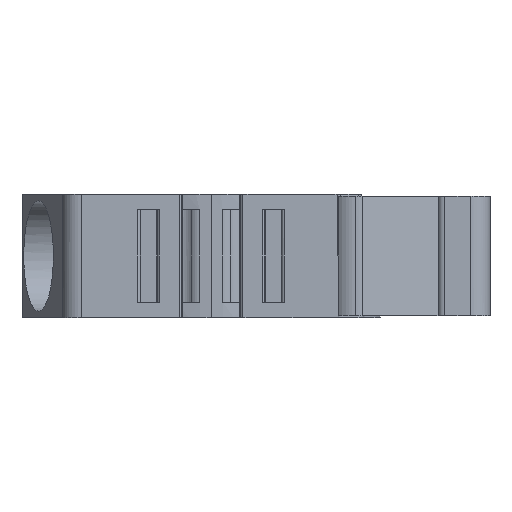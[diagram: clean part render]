
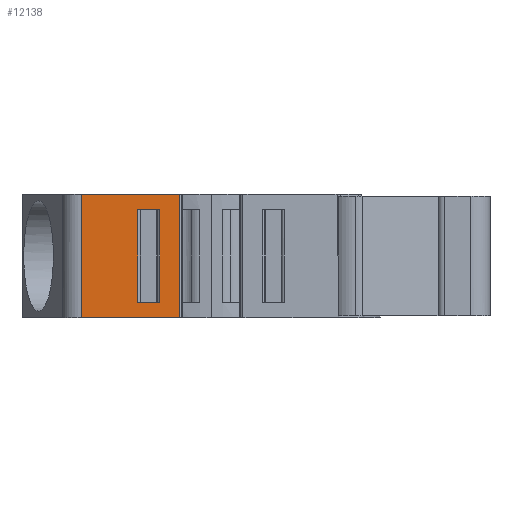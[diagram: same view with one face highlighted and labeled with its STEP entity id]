
A CAD part, left-side view. The second image highlights one B-rep face of the part: STEP entity #12138.
In plain terms, the highlighted planar face has unit normal (-1, 0, 0).
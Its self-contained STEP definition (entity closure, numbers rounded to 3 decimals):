
#2972 = EDGE_CURVE ( 'NONE', #8604, #8620, #7287, .T. ) ;
#2995 = EDGE_CURVE ( 'NONE', #8562, #8589, #5295, .T. ) ;
#3024 = EDGE_CURVE ( 'NONE', #8534, #8615, #6400, .T. ) ;
#3032 = EDGE_CURVE ( 'NONE', #8639, #8589, #6474, .T. ) ;
#3041 = EDGE_CURVE ( 'NONE', #8583, #8651, #6600, .T. ) ;
#3042 = EDGE_CURVE ( 'NONE', #8620, #8639, #6591, .T. ) ;
#3069 = EDGE_CURVE ( 'NONE', #8615, #8583, #5319, .T. ) ;
#3073 = EDGE_CURVE ( 'NONE', #8651, #8534, #6767, .T. ) ;
#3081 = EDGE_CURVE ( 'NONE', #8604, #8562, #5372, .T. ) ;
#5295 = B_SPLINE_CURVE_WITH_KNOTS ( 'NONE', 3,
 ( #7371, #7363, #7345, #7365 ),
 .UNSPECIFIED., .F., .F.,
 ( 4, 4 ),
 ( 0., 1. ),
 .UNSPECIFIED. ) ;
#5319 = B_SPLINE_CURVE_WITH_KNOTS ( 'NONE', 3,
 ( #6740, #6771, #6749, #6760 ),
 .UNSPECIFIED., .F., .F.,
 ( 4, 4 ),
 ( 0., 1. ),
 .UNSPECIFIED. ) ;
#5372 = B_SPLINE_CURVE_WITH_KNOTS ( 'NONE', 3,
 ( #6826, #6805, #6797, #6798 ),
 .UNSPECIFIED., .F., .F.,
 ( 4, 4 ),
 ( 0., 1. ),
 .UNSPECIFIED. ) ;
#6282 = PLANE ( 'NONE',  #13928 ) ;
#6283 = CARTESIAN_POINT ( 'NONE',  ( 148.073, 26.388, -16.05 ) ) ;
#6284 = DIRECTION ( 'NONE',  ( 0., -1., 0. ) ) ;
#6288 = FACE_BOUND ( 'NONE', #8952, .T. ) ;
#6294 = FACE_OUTER_BOUND ( 'NONE', #8956, .T. ) ;
#6297 = DIRECTION ( 'NONE',  ( -1., 0., 0. ) ) ;
#6400 = LINE ( 'NONE', #6402, #13423 ) ;
#6402 = CARTESIAN_POINT ( 'NONE',  ( 148.073, 26.388, -17.5 ) ) ;
#6416 = DIRECTION ( 'NONE',  ( 0., -1., 0. ) ) ;
#6474 = LINE ( 'NONE', #6570, #13451 ) ;
#6546 = DIRECTION ( 'NONE',  ( 0., 0., 1. ) ) ;
#6570 = CARTESIAN_POINT ( 'NONE',  ( 148.073, 27.056, 3.979 ) ) ;
#6591 = LINE ( 'NONE', #6626, #13426 ) ;
#6597 = CARTESIAN_POINT ( 'NONE',  ( 148.073, 26.388, -24.6 ) ) ;
#6600 = LINE ( 'NONE', #6597, #13404 ) ;
#6601 = DIRECTION ( 'NONE',  ( 0., 1., 0. ) ) ;
#6611 = DIRECTION ( 'NONE',  ( 0., 1., 0. ) ) ;
#6626 = CARTESIAN_POINT ( 'NONE',  ( 148.073, 12.156, -25.8 ) ) ;
#6740 = CARTESIAN_POINT ( 'NONE',  ( 148.073, 20.998, -17.5 ) ) ;
#6749 = CARTESIAN_POINT ( 'NONE',  ( 148.073, 20.998, -22.233 ) ) ;
#6760 = CARTESIAN_POINT ( 'NONE',  ( 148.073, 20.998, -24.6 ) ) ;
#6767 = LINE ( 'NONE', #6768, #13505 ) ;
#6768 = CARTESIAN_POINT ( 'NONE',  ( 148.073, 22.694, -16.05 ) ) ;
#6771 = CARTESIAN_POINT ( 'NONE',  ( 148.073, 20.998, -19.867 ) ) ;
#6776 = DIRECTION ( 'NONE',  ( 0., 0., 1. ) ) ;
#6797 = CARTESIAN_POINT ( 'NONE',  ( 148.073, 19.503, -19.467 ) ) ;
#6798 = CARTESIAN_POINT ( 'NONE',  ( 148.073, 19.503, -16.3 ) ) ;
#6805 = CARTESIAN_POINT ( 'NONE',  ( 148.073, 19.503, -22.633 ) ) ;
#6826 = CARTESIAN_POINT ( 'NONE',  ( 148.073, 19.503, -25.8 ) ) ;
#7270 = DIRECTION ( 'NONE',  ( 0., 1., 0. ) ) ;
#7273 = CARTESIAN_POINT ( 'NONE',  ( 148.073, 12.156, -25.8 ) ) ;
#7287 = LINE ( 'NONE', #7273, #13397 ) ;
#7345 = CARTESIAN_POINT ( 'NONE',  ( 148.073, 24.539, -16.3 ) ) ;
#7363 = CARTESIAN_POINT ( 'NONE',  ( 148.073, 22.021, -16.3 ) ) ;
#7365 = CARTESIAN_POINT ( 'NONE',  ( 148.073, 27.056, -16.3 ) ) ;
#7371 = CARTESIAN_POINT ( 'NONE',  ( 148.073, 19.503, -16.3 ) ) ;
#8534 = VERTEX_POINT ( 'NONE', #18978 ) ;
#8562 = VERTEX_POINT ( 'NONE', #18987 ) ;
#8583 = VERTEX_POINT ( 'NONE', #18953 ) ;
#8589 = VERTEX_POINT ( 'NONE', #18976 ) ;
#8604 = VERTEX_POINT ( 'NONE', #18991 ) ;
#8615 = VERTEX_POINT ( 'NONE', #19048 ) ;
#8620 = VERTEX_POINT ( 'NONE', #19029 ) ;
#8639 = VERTEX_POINT ( 'NONE', #19026 ) ;
#8651 = VERTEX_POINT ( 'NONE', #18998 ) ;
#8952 = EDGE_LOOP ( 'NONE', ( #14764, #14710, #14722, #14723 ) ) ;
#8956 = EDGE_LOOP ( 'NONE', ( #14707, #14705, #14737, #14715, #14762 ) ) ;
#12138 = ADVANCED_FACE ( 'NONE', ( #6294, #6288 ), #6282, .T. ) ;
#13397 = VECTOR ( 'NONE', #7270, 1000. ) ;
#13404 = VECTOR ( 'NONE', #6611, 1000. ) ;
#13423 = VECTOR ( 'NONE', #6416, 1000. ) ;
#13426 = VECTOR ( 'NONE', #6601, 1000. ) ;
#13451 = VECTOR ( 'NONE', #6546, 1000. ) ;
#13505 = VECTOR ( 'NONE', #6776, 1000. ) ;
#13928 = AXIS2_PLACEMENT_3D ( 'NONE', #6283, #6297, #6284 ) ;
#14705 = ORIENTED_EDGE ( 'NONE', *, *, #2995, .T. ) ;
#14707 = ORIENTED_EDGE ( 'NONE', *, *, #3081, .T. ) ;
#14710 = ORIENTED_EDGE ( 'NONE', *, *, #3069, .T. ) ;
#14715 = ORIENTED_EDGE ( 'NONE', *, *, #3042, .F. ) ;
#14722 = ORIENTED_EDGE ( 'NONE', *, *, #3041, .T. ) ;
#14723 = ORIENTED_EDGE ( 'NONE', *, *, #3073, .T. ) ;
#14737 = ORIENTED_EDGE ( 'NONE', *, *, #3032, .F. ) ;
#14762 = ORIENTED_EDGE ( 'NONE', *, *, #2972, .F. ) ;
#14764 = ORIENTED_EDGE ( 'NONE', *, *, #3024, .T. ) ;
#18953 = CARTESIAN_POINT ( 'NONE',  ( 148.073, 20.998, -24.6 ) ) ;
#18976 = CARTESIAN_POINT ( 'NONE',  ( 148.073, 27.056, -16.3 ) ) ;
#18978 = CARTESIAN_POINT ( 'NONE',  ( 148.073, 22.694, -17.5 ) ) ;
#18987 = CARTESIAN_POINT ( 'NONE',  ( 148.073, 19.503, -16.3 ) ) ;
#18991 = CARTESIAN_POINT ( 'NONE',  ( 148.073, 19.503, -25.8 ) ) ;
#18998 = CARTESIAN_POINT ( 'NONE',  ( 148.073, 22.694, -24.6 ) ) ;
#19026 = CARTESIAN_POINT ( 'NONE',  ( 148.073, 27.056, -25.8 ) ) ;
#19029 = CARTESIAN_POINT ( 'NONE',  ( 148.073, 22.047, -25.8 ) ) ;
#19048 = CARTESIAN_POINT ( 'NONE',  ( 148.073, 20.998, -17.5 ) ) ;
